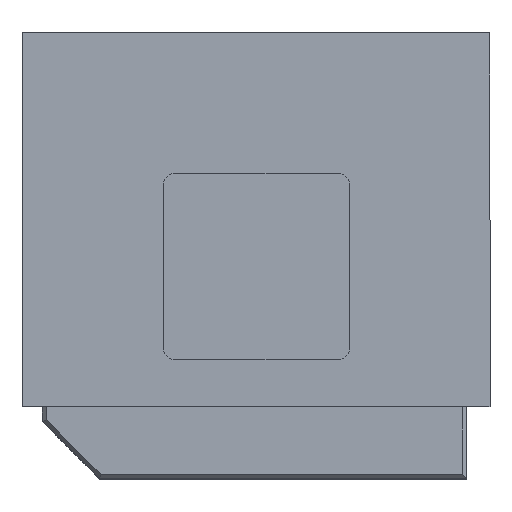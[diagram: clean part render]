
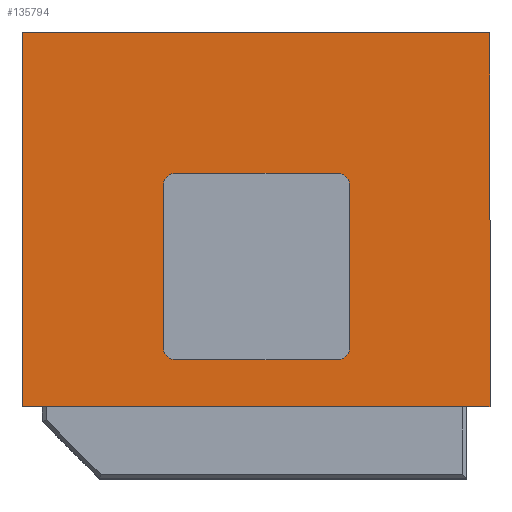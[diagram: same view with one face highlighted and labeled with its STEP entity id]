
A CAD part, top view. The second image highlights one B-rep face of the part: STEP entity #135794.
In plain terms, the highlighted planar face has unit normal (0, 0, 1).
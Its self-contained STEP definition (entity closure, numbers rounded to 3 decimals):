
#906 = EDGE_CURVE ( 'NONE', #96427, #47747, #125134, .T. ) ;
#2941 = DIRECTION ( 'NONE',  ( 0., 0., 1. ) ) ;
#4071 = DIRECTION ( 'NONE',  ( 0., -1., 0. ) ) ;
#6684 = ORIENTED_EDGE ( 'NONE', *, *, #131219, .F. ) ;
#7652 = CIRCLE ( 'NONE', #143647, 1.588 ) ;
#7984 = DIRECTION ( 'NONE',  ( 1., 0., 0. ) ) ;
#9158 = AXIS2_PLACEMENT_3D ( 'NONE', #138215, #59379, #151500 ) ;
#9417 = EDGE_CURVE ( 'NONE', #142544, #164472, #150378, .T. ) ;
#9757 = VERTEX_POINT ( 'NONE', #130678 ) ;
#11133 = FACE_BOUND ( 'NONE', #141992, .T. ) ;
#11170 = EDGE_LOOP ( 'NONE', ( #46503, #47985, #65782, #45089 ) ) ;
#11492 = DIRECTION ( 'NONE',  ( 1., 0., 0. ) ) ;
#11789 = VERTEX_POINT ( 'NONE', #77696 ) ;
#13172 = LINE ( 'NONE', #101912, #113974 ) ;
#13335 = LINE ( 'NONE', #67232, #118291 ) ;
#14883 = DIRECTION ( 'NONE',  ( 0., -1., 0. ) ) ;
#15285 = FACE_OUTER_BOUND ( 'NONE', #11170, .T. ) ;
#16826 = DIRECTION ( 'NONE',  ( 1., 0., 0. ) ) ;
#17527 = CARTESIAN_POINT ( 'NONE',  ( -5.007, 2.495, 26.179 ) ) ;
#19114 = ORIENTED_EDGE ( 'NONE', *, *, #906, .F. ) ;
#22359 = LINE ( 'NONE', #147497, #88228 ) ;
#24198 = CARTESIAN_POINT ( 'NONE',  ( 13.818, 24.495, 26.179 ) ) ;
#30276 = CIRCLE ( 'NONE', #9158, 1.588 ) ;
#33595 = EDGE_CURVE ( 'NONE', #101651, #165902, #7652, .T. ) ;
#35160 = LINE ( 'NONE', #161725, #166943 ) ;
#37139 = EDGE_CURVE ( 'NONE', #47747, #101651, #67371, .T. ) ;
#45089 = ORIENTED_EDGE ( 'NONE', *, *, #120228, .T. ) ;
#45956 = LINE ( 'NONE', #86807, #115896 ) ;
#46503 = ORIENTED_EDGE ( 'NONE', *, *, #165632, .T. ) ;
#47747 = VERTEX_POINT ( 'NONE', #17527 ) ;
#47985 = ORIENTED_EDGE ( 'NONE', *, *, #157905, .T. ) ;
#48170 = CARTESIAN_POINT ( 'NONE',  ( 13.818, 2.495, 26.179 ) ) ;
#51015 = VERTEX_POINT ( 'NONE', #95329 ) ;
#59277 = CARTESIAN_POINT ( 'NONE',  ( -5.007, 4.082, 26.179 ) ) ;
#59379 = DIRECTION ( 'NONE',  ( 0., 0., 1. ) ) ;
#64176 = CARTESIAN_POINT ( 'NONE',  ( 31.905, 40.995, 26.179 ) ) ;
#65782 = ORIENTED_EDGE ( 'NONE', *, *, #9417, .T. ) ;
#67232 = CARTESIAN_POINT ( 'NONE',  ( -6.595, 22.907, 26.179 ) ) ;
#67371 = LINE ( 'NONE', #81860, #98227 ) ;
#68545 = PLANE ( 'NONE',  #103351 ) ;
#69811 = ORIENTED_EDGE ( 'NONE', *, *, #86458, .F. ) ;
#72540 = DIRECTION ( 'NONE',  ( 1., 0., 0. ) ) ;
#76278 = CARTESIAN_POINT ( 'NONE',  ( -23.095, -3.005, 26.179 ) ) ;
#77666 = CARTESIAN_POINT ( 'NONE',  ( 13.818, 4.082, 26.179 ) ) ;
#77696 = CARTESIAN_POINT ( 'NONE',  ( -23.095, 40.995, 26.179 ) ) ;
#81860 = CARTESIAN_POINT ( 'NONE',  ( -5.007, 2.495, 26.179 ) ) ;
#83632 = CARTESIAN_POINT ( 'NONE',  ( 31.905, 40.995, 26.179 ) ) ;
#84945 = CIRCLE ( 'NONE', #92725, 1.588 ) ;
#86458 = EDGE_CURVE ( 'NONE', #87183, #9757, #22359, .T. ) ;
#86634 = CARTESIAN_POINT ( 'NONE',  ( 31.905, -3.005, 26.179 ) ) ;
#86807 = CARTESIAN_POINT ( 'NONE',  ( -23.095, -3.005, 26.179 ) ) ;
#87183 = VERTEX_POINT ( 'NONE', #24198 ) ;
#88228 = VECTOR ( 'NONE', #108334, 1000. ) ;
#89234 = VERTEX_POINT ( 'NONE', #76278 ) ;
#90323 = DIRECTION ( 'NONE',  ( 0., 0., 1. ) ) ;
#90920 = DIRECTION ( 'NONE',  ( -1., 0., 0. ) ) ;
#92725 = AXIS2_PLACEMENT_3D ( 'NONE', #169181, #90323, #11492 ) ;
#94977 = DIRECTION ( 'NONE',  ( 1., 0., 0. ) ) ;
#95329 = CARTESIAN_POINT ( 'NONE',  ( 15.405, 22.907, 26.179 ) ) ;
#96427 = VERTEX_POINT ( 'NONE', #113623 ) ;
#98227 = VECTOR ( 'NONE', #16826, 1000. ) ;
#101209 = CARTESIAN_POINT ( 'NONE',  ( 15.405, 4.082, 26.179 ) ) ;
#101651 = VERTEX_POINT ( 'NONE', #48170 ) ;
#101912 = CARTESIAN_POINT ( 'NONE',  ( 15.405, 22.907, 26.179 ) ) ;
#103351 = AXIS2_PLACEMENT_3D ( 'NONE', #160584, #2941, #94977 ) ;
#104885 = CARTESIAN_POINT ( 'NONE',  ( -6.595, 22.907, 26.179 ) ) ;
#108334 = DIRECTION ( 'NONE',  ( -1., 0., 0. ) ) ;
#111172 = AXIS2_PLACEMENT_3D ( 'NONE', #59277, #151420, #72540 ) ;
#113623 = CARTESIAN_POINT ( 'NONE',  ( -6.595, 4.082, 26.179 ) ) ;
#113974 = VECTOR ( 'NONE', #168095, 1000. ) ;
#115278 = VECTOR ( 'NONE', #123313, 1000. ) ;
#115896 = VECTOR ( 'NONE', #7984, 1000. ) ;
#116425 = EDGE_CURVE ( 'NONE', #51015, #87183, #30276, .T. ) ;
#118291 = VECTOR ( 'NONE', #14883, 1000. ) ;
#118585 = ORIENTED_EDGE ( 'NONE', *, *, #33595, .F. ) ;
#120228 = EDGE_CURVE ( 'NONE', #164472, #11789, #157385, .T. ) ;
#122369 = VECTOR ( 'NONE', #167057, 1000. ) ;
#123313 = DIRECTION ( 'NONE',  ( 0., 1., 0. ) ) ;
#125134 = CIRCLE ( 'NONE', #111172, 1.587 ) ;
#130678 = CARTESIAN_POINT ( 'NONE',  ( -5.007, 24.495, 26.179 ) ) ;
#131219 = EDGE_CURVE ( 'NONE', #160729, #96427, #13335, .T. ) ;
#133581 = ORIENTED_EDGE ( 'NONE', *, *, #140049, .F. ) ;
#135794 = ADVANCED_FACE ( 'NONE', ( #11133, #15285 ), #68545, .T. ) ;
#138215 = CARTESIAN_POINT ( 'NONE',  ( 13.818, 22.907, 26.179 ) ) ;
#140049 = EDGE_CURVE ( 'NONE', #9757, #160729, #84945, .T. ) ;
#141992 = EDGE_LOOP ( 'NONE', ( #133581, #69811, #150578, #163765, #118585, #150892, #19114, #6684 ) ) ;
#142544 = VERTEX_POINT ( 'NONE', #86634 ) ;
#143647 = AXIS2_PLACEMENT_3D ( 'NONE', #77666, #169790, #90920 ) ;
#147497 = CARTESIAN_POINT ( 'NONE',  ( -5.007, 24.495, 26.179 ) ) ;
#150378 = LINE ( 'NONE', #83632, #115278 ) ;
#150578 = ORIENTED_EDGE ( 'NONE', *, *, #116425, .F. ) ;
#150892 = ORIENTED_EDGE ( 'NONE', *, *, #37139, .F. ) ;
#151420 = DIRECTION ( 'NONE',  ( 0., 0., 1. ) ) ;
#151500 = DIRECTION ( 'NONE',  ( 1., 0., 0. ) ) ;
#152997 = EDGE_CURVE ( 'NONE', #165902, #51015, #13172, .T. ) ;
#153818 = CARTESIAN_POINT ( 'NONE',  ( -23.095, 40.995, 26.179 ) ) ;
#157385 = LINE ( 'NONE', #153818, #122369 ) ;
#157905 = EDGE_CURVE ( 'NONE', #89234, #142544, #45956, .T. ) ;
#160584 = CARTESIAN_POINT ( 'NONE',  ( -23.095, -3.005, 26.179 ) ) ;
#160729 = VERTEX_POINT ( 'NONE', #104885 ) ;
#161725 = CARTESIAN_POINT ( 'NONE',  ( -23.095, 40.995, 26.179 ) ) ;
#163765 = ORIENTED_EDGE ( 'NONE', *, *, #152997, .F. ) ;
#164472 = VERTEX_POINT ( 'NONE', #64176 ) ;
#165632 = EDGE_CURVE ( 'NONE', #11789, #89234, #35160, .T. ) ;
#165902 = VERTEX_POINT ( 'NONE', #101209 ) ;
#166943 = VECTOR ( 'NONE', #4071, 1000. ) ;
#167057 = DIRECTION ( 'NONE',  ( -1., 0., 0. ) ) ;
#168095 = DIRECTION ( 'NONE',  ( 0., 1., 0. ) ) ;
#169181 = CARTESIAN_POINT ( 'NONE',  ( -5.007, 22.907, 26.179 ) ) ;
#169790 = DIRECTION ( 'NONE',  ( 0., 0., 1. ) ) ;
